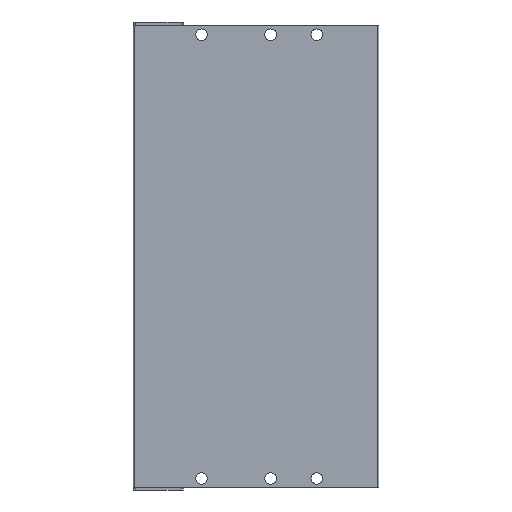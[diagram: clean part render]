
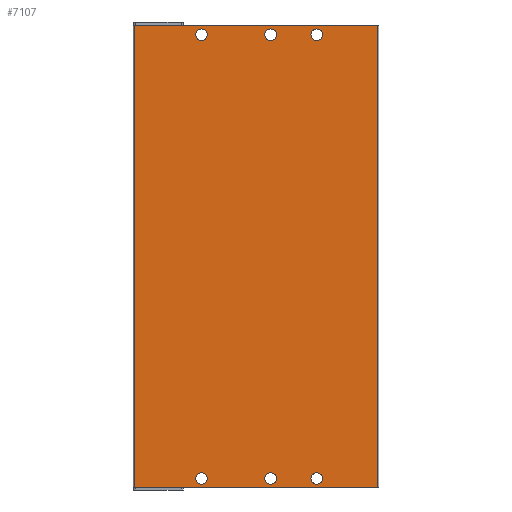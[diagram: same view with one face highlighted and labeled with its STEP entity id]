
A CAD part, front view. The second image highlights one B-rep face of the part: STEP entity #7107.
In plain terms, the highlighted planar face has unit normal (0, -1, 0).
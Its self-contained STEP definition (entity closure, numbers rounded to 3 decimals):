
#13 = EDGE_CURVE ( 'NONE', #6057, #5851, #2778, .T. ) ;
#128 = ORIENTED_EDGE ( 'NONE', *, *, #5985, .T. ) ;
#142 = DIRECTION ( 'NONE',  ( 0., 1., 0. ) ) ;
#144 = DIRECTION ( 'NONE',  ( 0., 0., -1. ) ) ;
#216 = PLANE ( 'NONE',  #3632 ) ;
#310 = EDGE_CURVE ( 'NONE', #7255, #8037, #6591, .T. ) ;
#339 = EDGE_CURVE ( 'NONE', #5300, #7255, #2737, .T. ) ;
#407 = DIRECTION ( 'NONE',  ( 0., 0., -1. ) ) ;
#513 = EDGE_CURVE ( 'NONE', #2320, #7169, #2789, .T. ) ;
#522 = VECTOR ( 'NONE', #9045, 1000. ) ;
#554 = EDGE_LOOP ( 'NONE', ( #3644, #8490 ) ) ;
#661 = CARTESIAN_POINT ( 'NONE',  ( 79.7, 0., -196.5 ) ) ;
#690 = AXIS2_PLACEMENT_3D ( 'NONE', #6353, #5591, #9466 ) ;
#691 = ORIENTED_EDGE ( 'NONE', *, *, #948, .T. ) ;
#719 = CIRCLE ( 'NONE', #6379, 2.5 ) ;
#781 = CARTESIAN_POINT ( 'NONE',  ( 29.7, 0., -199. ) ) ;
#897 = CARTESIAN_POINT ( 'NONE',  ( 29.7, 0., -4. ) ) ;
#899 = CIRCLE ( 'NONE', #2685, 2.5 ) ;
#943 = DIRECTION ( 'NONE',  ( 0., 0., -1. ) ) ;
#948 = EDGE_CURVE ( 'NONE', #5525, #6950, #8873, .T. ) ;
#1024 = VERTEX_POINT ( 'NONE', #4204 ) ;
#1027 = CIRCLE ( 'NONE', #8003, 2.5 ) ;
#1051 = CIRCLE ( 'NONE', #7370, 2.5 ) ;
#1081 = CARTESIAN_POINT ( 'NONE',  ( 79.7, 0., -1.5 ) ) ;
#1188 = CIRCLE ( 'NONE', #7347, 2.5 ) ;
#1305 = CARTESIAN_POINT ( 'NONE',  ( 29.7, 0., -6.5 ) ) ;
#1388 = LINE ( 'NONE', #5364, #3779 ) ;
#1519 = DIRECTION ( 'NONE',  ( 0., 0., -1. ) ) ;
#1788 = EDGE_CURVE ( 'NONE', #9794, #1024, #2645, .T. ) ;
#1804 = DIRECTION ( 'NONE',  ( 0., 1., 0. ) ) ;
#1955 = CARTESIAN_POINT ( 'NONE',  ( 0.5, 0., 0. ) ) ;
#2043 = AXIS2_PLACEMENT_3D ( 'NONE', #7390, #4220, #4416 ) ;
#2094 = ORIENTED_EDGE ( 'NONE', *, *, #339, .T. ) ;
#2296 = DIRECTION ( 'NONE',  ( 0., 0., -1. ) ) ;
#2320 = VERTEX_POINT ( 'NONE', #9434 ) ;
#2348 = CARTESIAN_POINT ( 'NONE',  ( 29.7, 0., -1.5 ) ) ;
#2367 = EDGE_CURVE ( 'NONE', #2656, #4916, #719, .T. ) ;
#2390 = FACE_BOUND ( 'NONE', #6560, .T. ) ;
#2414 = DIRECTION ( 'NONE',  ( 0., 0., -1. ) ) ;
#2420 = CIRCLE ( 'NONE', #9570, 2.5 ) ;
#2495 = FACE_BOUND ( 'NONE', #554, .T. ) ;
#2619 = EDGE_CURVE ( 'NONE', #7169, #2320, #7510, .T. ) ;
#2645 = CIRCLE ( 'NONE', #5219, 2.5 ) ;
#2654 = CARTESIAN_POINT ( 'NONE',  ( 29.7, 0., -4. ) ) ;
#2656 = VERTEX_POINT ( 'NONE', #4885 ) ;
#2685 = AXIS2_PLACEMENT_3D ( 'NONE', #5867, #6741, #8172 ) ;
#2716 = EDGE_CURVE ( 'NONE', #7680, #9746, #1051, .T. ) ;
#2737 = LINE ( 'NONE', #5818, #522 ) ;
#2778 = CIRCLE ( 'NONE', #9428, 2.5 ) ;
#2789 = CIRCLE ( 'NONE', #690, 2.5 ) ;
#2837 = CARTESIAN_POINT ( 'NONE',  ( 79.7, 0., -199. ) ) ;
#2838 = CARTESIAN_POINT ( 'NONE',  ( 0.5, 0., 0. ) ) ;
#3010 = CIRCLE ( 'NONE', #2043, 2.5 ) ;
#3055 = ORIENTED_EDGE ( 'NONE', *, *, #513, .T. ) ;
#3071 = CARTESIAN_POINT ( 'NONE',  ( 0.5, 0., -200.5 ) ) ;
#3246 = FACE_BOUND ( 'NONE', #9874, .T. ) ;
#3300 = CARTESIAN_POINT ( 'NONE',  ( 0.5, 0., -200.5 ) ) ;
#3358 = CARTESIAN_POINT ( 'NONE',  ( 0.5, 0., -200.5 ) ) ;
#3436 = EDGE_CURVE ( 'NONE', #9862, #5300, #1388, .T. ) ;
#3590 = VECTOR ( 'NONE', #9705, 1000. ) ;
#3603 = DIRECTION ( 'NONE',  ( 1., 0., 0. ) ) ;
#3632 = AXIS2_PLACEMENT_3D ( 'NONE', #3300, #5577, #8589 ) ;
#3635 = DIRECTION ( 'NONE',  ( 0., 1., 0. ) ) ;
#3644 = ORIENTED_EDGE ( 'NONE', *, *, #1788, .T. ) ;
#3779 = VECTOR ( 'NONE', #3603, 1000. ) ;
#3788 = AXIS2_PLACEMENT_3D ( 'NONE', #5645, #1804, #9424 ) ;
#3837 = LINE ( 'NONE', #3071, #9492 ) ;
#3847 = ORIENTED_EDGE ( 'NONE', *, *, #2619, .T. ) ;
#4014 = CARTESIAN_POINT ( 'NONE',  ( 29.7, 0., -194. ) ) ;
#4204 = CARTESIAN_POINT ( 'NONE',  ( 59.7, 0., -1.5 ) ) ;
#4220 = DIRECTION ( 'NONE',  ( 0., 1., 0. ) ) ;
#4416 = DIRECTION ( 'NONE',  ( 0., 0., -1. ) ) ;
#4537 = EDGE_CURVE ( 'NONE', #9746, #7680, #1188, .T. ) ;
#4642 = EDGE_CURVE ( 'NONE', #1024, #9794, #1027, .T. ) ;
#4764 = DIRECTION ( 'NONE',  ( 0., 1., 0. ) ) ;
#4799 = CARTESIAN_POINT ( 'NONE',  ( 59.7, 0., -199. ) ) ;
#4830 = CARTESIAN_POINT ( 'NONE',  ( 29.7, 0., -196.5 ) ) ;
#4853 = CARTESIAN_POINT ( 'NONE',  ( 79.7, 0., -194. ) ) ;
#4885 = CARTESIAN_POINT ( 'NONE',  ( 59.7, 0., -194. ) ) ;
#4916 = VERTEX_POINT ( 'NONE', #4799 ) ;
#4946 = ORIENTED_EDGE ( 'NONE', *, *, #2367, .T. ) ;
#4973 = ORIENTED_EDGE ( 'NONE', *, *, #7955, .T. ) ;
#5166 = ORIENTED_EDGE ( 'NONE', *, *, #2716, .T. ) ;
#5219 = AXIS2_PLACEMENT_3D ( 'NONE', #6003, #7545, #2296 ) ;
#5276 = CARTESIAN_POINT ( 'NONE',  ( 59.7, 0., -4. ) ) ;
#5300 = VERTEX_POINT ( 'NONE', #7404 ) ;
#5364 = CARTESIAN_POINT ( 'NONE',  ( 0.5, 0., -200.5 ) ) ;
#5423 = EDGE_LOOP ( 'NONE', ( #5166, #6743 ) ) ;
#5472 = FACE_BOUND ( 'NONE', #9688, .T. ) ;
#5525 = VERTEX_POINT ( 'NONE', #4014 ) ;
#5577 = DIRECTION ( 'NONE',  ( 0., -1., 0. ) ) ;
#5591 = DIRECTION ( 'NONE',  ( 0., 1., 0. ) ) ;
#5645 = CARTESIAN_POINT ( 'NONE',  ( 79.7, 0., -4. ) ) ;
#5818 = CARTESIAN_POINT ( 'NONE',  ( 106.2, 0., -200.5 ) ) ;
#5851 = VERTEX_POINT ( 'NONE', #4853 ) ;
#5867 = CARTESIAN_POINT ( 'NONE',  ( 59.7, 0., -196.5 ) ) ;
#5954 = ORIENTED_EDGE ( 'NONE', *, *, #310, .T. ) ;
#5985 = EDGE_CURVE ( 'NONE', #4916, #2656, #899, .T. ) ;
#6003 = CARTESIAN_POINT ( 'NONE',  ( 59.7, 0., -4. ) ) ;
#6057 = VERTEX_POINT ( 'NONE', #2837 ) ;
#6078 = EDGE_CURVE ( 'NONE', #8037, #9862, #3837, .T. ) ;
#6186 = DIRECTION ( 'NONE',  ( 0., 1., 0. ) ) ;
#6353 = CARTESIAN_POINT ( 'NONE',  ( 79.7, 0., -4. ) ) ;
#6379 = AXIS2_PLACEMENT_3D ( 'NONE', #9646, #3635, #407 ) ;
#6433 = AXIS2_PLACEMENT_3D ( 'NONE', #8491, #4764, #8588 ) ;
#6448 = ORIENTED_EDGE ( 'NONE', *, *, #6078, .T. ) ;
#6560 = EDGE_LOOP ( 'NONE', ( #7679, #691 ) ) ;
#6591 = LINE ( 'NONE', #2838, #3590 ) ;
#6741 = DIRECTION ( 'NONE',  ( 0., 1., 0. ) ) ;
#6743 = ORIENTED_EDGE ( 'NONE', *, *, #4537, .T. ) ;
#6805 = DIRECTION ( 'NONE',  ( 0., 0., -1. ) ) ;
#6950 = VERTEX_POINT ( 'NONE', #781 ) ;
#7005 = FACE_BOUND ( 'NONE', #5423, .T. ) ;
#7007 = EDGE_LOOP ( 'NONE', ( #3055, #3847 ) ) ;
#7046 = ORIENTED_EDGE ( 'NONE', *, *, #13, .T. ) ;
#7083 = DIRECTION ( 'NONE',  ( 0., 1., 0. ) ) ;
#7107 = ADVANCED_FACE ( 'NONE', ( #9448, #7005, #2495, #9359, #2390, #5472, #3246 ), #216, .T. ) ;
#7169 = VERTEX_POINT ( 'NONE', #1081 ) ;
#7255 = VERTEX_POINT ( 'NONE', #7372 ) ;
#7347 = AXIS2_PLACEMENT_3D ( 'NONE', #2654, #8865, #8910 ) ;
#7370 = AXIS2_PLACEMENT_3D ( 'NONE', #897, #7083, #144 ) ;
#7372 = CARTESIAN_POINT ( 'NONE',  ( 106.2, 0., 0. ) ) ;
#7390 = CARTESIAN_POINT ( 'NONE',  ( 79.7, 0., -196.5 ) ) ;
#7404 = CARTESIAN_POINT ( 'NONE',  ( 106.2, 0., -200.5 ) ) ;
#7510 = CIRCLE ( 'NONE', #3788, 2.5 ) ;
#7545 = DIRECTION ( 'NONE',  ( 0., 1., 0. ) ) ;
#7666 = DIRECTION ( 'NONE',  ( 0., 1., 0. ) ) ;
#7679 = ORIENTED_EDGE ( 'NONE', *, *, #9376, .T. ) ;
#7680 = VERTEX_POINT ( 'NONE', #1305 ) ;
#7955 = EDGE_CURVE ( 'NONE', #5851, #6057, #3010, .T. ) ;
#8003 = AXIS2_PLACEMENT_3D ( 'NONE', #5276, #6186, #6805 ) ;
#8037 = VERTEX_POINT ( 'NONE', #1955 ) ;
#8172 = DIRECTION ( 'NONE',  ( 0., 0., -1. ) ) ;
#8490 = ORIENTED_EDGE ( 'NONE', *, *, #4642, .T. ) ;
#8491 = CARTESIAN_POINT ( 'NONE',  ( 29.7, 0., -196.5 ) ) ;
#8588 = DIRECTION ( 'NONE',  ( 0., 0., -1. ) ) ;
#8589 = DIRECTION ( 'NONE',  ( 0., 0., -1. ) ) ;
#8594 = CARTESIAN_POINT ( 'NONE',  ( 59.7, 0., -6.5 ) ) ;
#8865 = DIRECTION ( 'NONE',  ( 0., 1., 0. ) ) ;
#8873 = CIRCLE ( 'NONE', #6433, 2.5 ) ;
#8910 = DIRECTION ( 'NONE',  ( 0., 0., -1. ) ) ;
#9045 = DIRECTION ( 'NONE',  ( 0., 0., 1. ) ) ;
#9107 = EDGE_LOOP ( 'NONE', ( #10003, #2094, #5954, #6448 ) ) ;
#9359 = FACE_BOUND ( 'NONE', #7007, .T. ) ;
#9376 = EDGE_CURVE ( 'NONE', #6950, #5525, #2420, .T. ) ;
#9424 = DIRECTION ( 'NONE',  ( 0., 0., -1. ) ) ;
#9428 = AXIS2_PLACEMENT_3D ( 'NONE', #661, #7666, #1519 ) ;
#9434 = CARTESIAN_POINT ( 'NONE',  ( 79.7, 0., -6.5 ) ) ;
#9448 = FACE_OUTER_BOUND ( 'NONE', #9107, .T. ) ;
#9466 = DIRECTION ( 'NONE',  ( 0., 0., -1. ) ) ;
#9492 = VECTOR ( 'NONE', #2414, 1000. ) ;
#9570 = AXIS2_PLACEMENT_3D ( 'NONE', #4830, #142, #943 ) ;
#9646 = CARTESIAN_POINT ( 'NONE',  ( 59.7, 0., -196.5 ) ) ;
#9688 = EDGE_LOOP ( 'NONE', ( #128, #4946 ) ) ;
#9705 = DIRECTION ( 'NONE',  ( -1., 0., 0. ) ) ;
#9746 = VERTEX_POINT ( 'NONE', #2348 ) ;
#9794 = VERTEX_POINT ( 'NONE', #8594 ) ;
#9862 = VERTEX_POINT ( 'NONE', #3358 ) ;
#9874 = EDGE_LOOP ( 'NONE', ( #7046, #4973 ) ) ;
#10003 = ORIENTED_EDGE ( 'NONE', *, *, #3436, .T. ) ;
